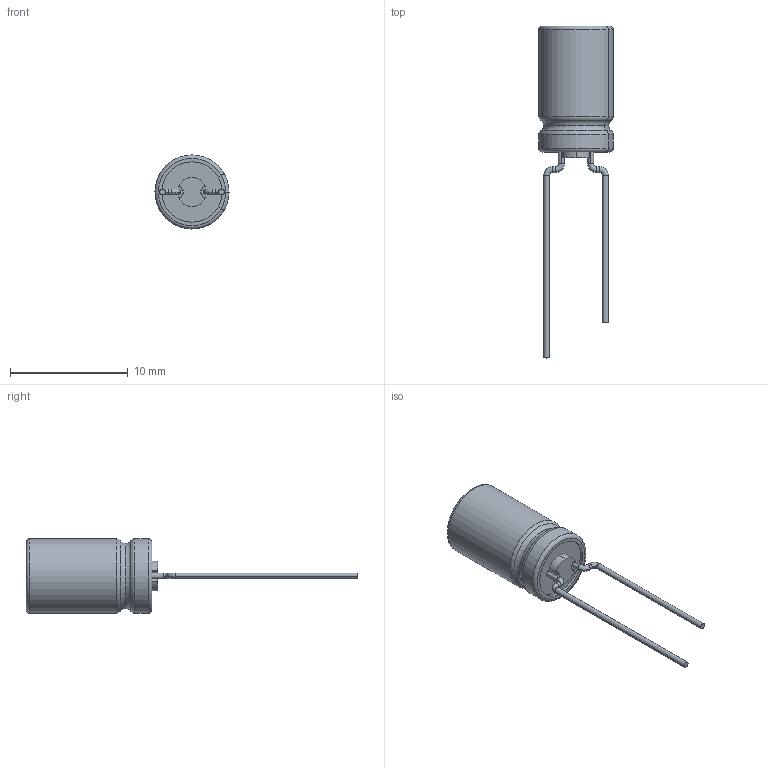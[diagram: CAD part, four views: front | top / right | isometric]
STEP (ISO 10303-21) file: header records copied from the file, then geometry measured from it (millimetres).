
FILE_DESCRIPTION (( 'STEP AP214' ), '1' );
FILE_NAME ('EEUEB1A221SB.STEP', '2021-04-05T03:57:06', ( '' ), ( '' ), 'SwSTEP 2.0', 'SolidWorks 2017', '' );
FILE_SCHEMA (( 'AUTOMOTIVE_DESIGN' ));
Length unit declared in the file: millimetre
Products named in the file (1): EEUEB1A221SB
Bounding box: 6.3 x 28.2 x 6.3 mm (x, y, z)
Volume: 329.5 mm3; surface area: 555.7 mm2
Topology: 6 solids, 6 shells, 92 faces, 218 edges, 139 vertices
Faces by surface type: cylinder 33, plane 33, torus 26
Entity records: 2780 total; most frequent: DIRECTION 535, CARTESIAN_POINT 450, ORIENTED_EDGE 436, AXIS2_PLACEMENT_3D 224, EDGE_CURVE 218, VERTEX_POINT 139, CIRCLE 131, EDGE_LOOP 93
